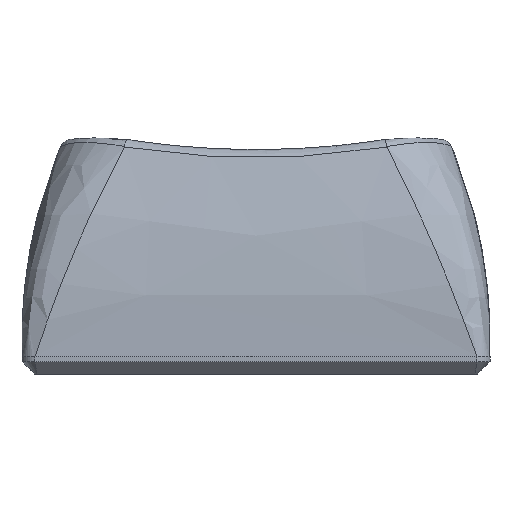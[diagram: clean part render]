
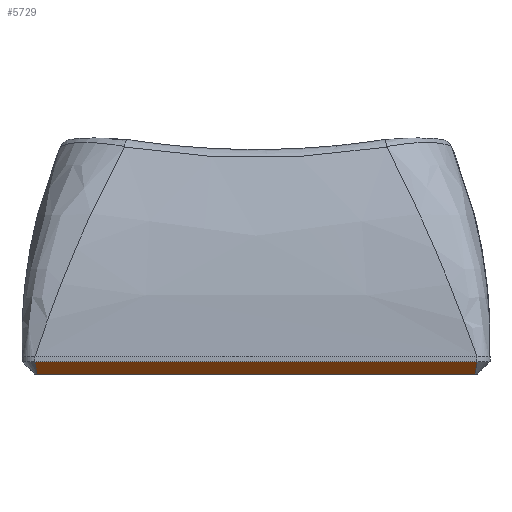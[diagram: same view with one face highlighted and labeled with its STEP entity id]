
A CAD part, front view. The second image highlights one B-rep face of the part: STEP entity #5729.
In plain terms, the highlighted planar face has unit normal (0, -0.707, -0.707).
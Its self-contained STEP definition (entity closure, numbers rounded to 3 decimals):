
#720 = PLANE('',#721);
#721 = AXIS2_PLACEMENT_3D('',#722,#723,#724);
#722 = CARTESIAN_POINT('',(-8.5,-9.,0.672));
#723 = DIRECTION('',(0.,-1.,0.));
#724 = DIRECTION('',(1.,0.,0.));
#1973 = VERTEX_POINT('',#1974);
#1974 = CARTESIAN_POINT('',(-8.5,-9.,0.48));
#2000 = EDGE_CURVE('',#1973,#2001,#2003,.T.);
#2001 = VERTEX_POINT('',#2002);
#2002 = CARTESIAN_POINT('',(8.5,-9.,0.48));
#2003 = SURFACE_CURVE('',#2004,(#2008,#2015),.PCURVE_S1.);
#2004 = LINE('',#2005,#2006);
#2005 = CARTESIAN_POINT('',(-8.5,-9.,0.48));
#2006 = VECTOR('',#2007,1.);
#2007 = DIRECTION('',(1.,0.,0.));
#2008 = PCURVE('',#720,#2009);
#2009 = DEFINITIONAL_REPRESENTATION('',(#2010),#2014);
#2010 = LINE('',#2011,#2012);
#2011 = CARTESIAN_POINT('',(0.,-0.192));
#2012 = VECTOR('',#2013,1.);
#2013 = DIRECTION('',(1.,0.));
#2014 = ( GEOMETRIC_REPRESENTATION_CONTEXT(2) 
PARAMETRIC_REPRESENTATION_CONTEXT() REPRESENTATION_CONTEXT('2D SPACE',''
  ) );
#2015 = PCURVE('',#2016,#2021);
#2016 = PLANE('',#2017);
#2017 = AXIS2_PLACEMENT_3D('',#2018,#2019,#2020);
#2018 = CARTESIAN_POINT('',(-8.5,-8.76,0.24));
#2019 = DIRECTION('',(0.,0.707,0.707)
  );
#2020 = DIRECTION('',(1.,0.,0.));
#2021 = DEFINITIONAL_REPRESENTATION('',(#2022),#2026);
#2022 = LINE('',#2023,#2024);
#2023 = CARTESIAN_POINT('',(0.,-0.339));
#2024 = VECTOR('',#2025,1.);
#2025 = DIRECTION('',(1.,0.));
#2026 = ( GEOMETRIC_REPRESENTATION_CONTEXT(2) 
PARAMETRIC_REPRESENTATION_CONTEXT() REPRESENTATION_CONTEXT('2D SPACE',''
  ) );
#3188 = CONICAL_SURFACE('',#3189,0.7,0.785);
#3189 = AXIS2_PLACEMENT_3D('',#3190,#3191,#3192);
#3190 = CARTESIAN_POINT('',(8.323,-8.323,0.48));
#3191 = DIRECTION('',(-0.,-0.,1.));
#3192 = DIRECTION('',(0.967,-0.253,0.));
#5729 = ADVANCED_FACE('',(#5730),#2016,.F.);
#5730 = FACE_BOUND('',#5731,.F.);
#5731 = EDGE_LOOP('',(#5732,#5767,#5768,#5798));
#5732 = ORIENTED_EDGE('',*,*,#5733,.F.);
#5733 = EDGE_CURVE('',#1973,#5734,#5736,.T.);
#5734 = VERTEX_POINT('',#5735);
#5735 = CARTESIAN_POINT('',(-8.42,-8.52,0.));
#5736 = SURFACE_CURVE('',#5737,(#5742,#5749),.PCURVE_S1.);
#5737 = PARABOLA('',#5738,0.008);
#5738 = AXIS2_PLACEMENT_3D('',#5739,#5740,#5741);
#5739 = CARTESIAN_POINT('',(-8.323,-8.311,
    -0.209));
#5740 = DIRECTION('',(0.,0.707,0.707)
  );
#5741 = DIRECTION('',(0.,-0.707,0.707)
  );
#5742 = PCURVE('',#2016,#5743);
#5743 = DEFINITIONAL_REPRESENTATION('',(#5744),#5748);
#5744 = B_SPLINE_CURVE_WITH_KNOTS('',2,(#5745,#5746,#5747),
  .UNSPECIFIED.,.F.,.F.,(3,3),(-0.177,-0.098),
  .PIECEWISE_BEZIER_KNOTS.);
#5745 = CARTESIAN_POINT('',(0.,-0.339));
#5746 = CARTESIAN_POINT('',(0.04,0.098));
#5747 = CARTESIAN_POINT('',(0.08,0.339));
#5748 = ( GEOMETRIC_REPRESENTATION_CONTEXT(2) 
PARAMETRIC_REPRESENTATION_CONTEXT() REPRESENTATION_CONTEXT('2D SPACE',''
  ) );
#5749 = PCURVE('',#5750,#5755);
#5750 = CONICAL_SURFACE('',#5751,0.7,0.785);
#5751 = AXIS2_PLACEMENT_3D('',#5752,#5753,#5754);
#5752 = CARTESIAN_POINT('',(-8.323,-8.323,0.48));
#5753 = DIRECTION('',(-0.,-0.,1.));
#5754 = DIRECTION('',(-0.253,-0.967,-0.));
#5755 = DEFINITIONAL_REPRESENTATION('',(#5756),#5766);
#5756 = B_SPLINE_CURVE_WITH_KNOTS('',8,(#5757,#5758,#5759,#5760,#5761,
    #5762,#5763,#5764,#5765),.UNSPECIFIED.,.F.,.F.,(9,9),(
    -0.177,-0.098),.PIECEWISE_BEZIER_KNOTS.);
#5757 = CARTESIAN_POINT('',(0.,0.));
#5758 = CARTESIAN_POINT('',(-0.014,-0.077));
#5759 = CARTESIAN_POINT('',(-0.03,-0.15));
#5760 = CARTESIAN_POINT('',(-0.048,-0.217));
#5761 = CARTESIAN_POINT('',(-0.069,-0.28));
#5762 = CARTESIAN_POINT('',(-0.094,-0.337));
#5763 = CARTESIAN_POINT('',(-0.123,-0.39));
#5764 = CARTESIAN_POINT('',(-0.158,-0.437));
#5765 = CARTESIAN_POINT('',(-0.203,-0.48));
#5766 = ( GEOMETRIC_REPRESENTATION_CONTEXT(2) 
PARAMETRIC_REPRESENTATION_CONTEXT() REPRESENTATION_CONTEXT('2D SPACE',''
  ) );
#5767 = ORIENTED_EDGE('',*,*,#2000,.T.);
#5768 = ORIENTED_EDGE('',*,*,#5769,.T.);
#5769 = EDGE_CURVE('',#2001,#5770,#5772,.T.);
#5770 = VERTEX_POINT('',#5771);
#5771 = CARTESIAN_POINT('',(8.42,-8.52,0.));
#5772 = SURFACE_CURVE('',#5773,(#5778,#5785),.PCURVE_S1.);
#5773 = PARABOLA('',#5774,0.008);
#5774 = AXIS2_PLACEMENT_3D('',#5775,#5776,#5777);
#5775 = CARTESIAN_POINT('',(8.323,-8.311,
    -0.209));
#5776 = DIRECTION('',(0.,-0.707,-0.707
    ));
#5777 = DIRECTION('',(0.,-0.707,0.707)
  );
#5778 = PCURVE('',#2016,#5779);
#5779 = DEFINITIONAL_REPRESENTATION('',(#5780),#5784);
#5780 = B_SPLINE_CURVE_WITH_KNOTS('',2,(#5781,#5782,#5783),
  .UNSPECIFIED.,.F.,.F.,(3,3),(-0.177,-0.098),
  .PIECEWISE_BEZIER_KNOTS.);
#5781 = CARTESIAN_POINT('',(17.,-0.339));
#5782 = CARTESIAN_POINT('',(16.96,0.098));
#5783 = CARTESIAN_POINT('',(16.92,0.339));
#5784 = ( GEOMETRIC_REPRESENTATION_CONTEXT(2) 
PARAMETRIC_REPRESENTATION_CONTEXT() REPRESENTATION_CONTEXT('2D SPACE',''
  ) );
#5785 = PCURVE('',#3188,#5786);
#5786 = DEFINITIONAL_REPRESENTATION('',(#5787),#5797);
#5787 = B_SPLINE_CURVE_WITH_KNOTS('',8,(#5788,#5789,#5790,#5791,#5792,
    #5793,#5794,#5795,#5796),.UNSPECIFIED.,.F.,.F.,(9,9),(
    -0.177,-0.098),.PIECEWISE_BEZIER_KNOTS.);
#5788 = CARTESIAN_POINT('',(-1.059,0.));
#5789 = CARTESIAN_POINT('',(-1.045,-0.077));
#5790 = CARTESIAN_POINT('',(-1.029,-0.15));
#5791 = CARTESIAN_POINT('',(-1.01,-0.217));
#5792 = CARTESIAN_POINT('',(-0.99,-0.28));
#5793 = CARTESIAN_POINT('',(-0.965,-0.337));
#5794 = CARTESIAN_POINT('',(-0.936,-0.39));
#5795 = CARTESIAN_POINT('',(-0.901,-0.437));
#5796 = CARTESIAN_POINT('',(-0.856,-0.48));
#5797 = ( GEOMETRIC_REPRESENTATION_CONTEXT(2) 
PARAMETRIC_REPRESENTATION_CONTEXT() REPRESENTATION_CONTEXT('2D SPACE',''
  ) );
#5798 = ORIENTED_EDGE('',*,*,#5799,.F.);
#5799 = EDGE_CURVE('',#5734,#5770,#5800,.T.);
#5800 = SURFACE_CURVE('',#5801,(#5805,#5812),.PCURVE_S1.);
#5801 = LINE('',#5802,#5803);
#5802 = CARTESIAN_POINT('',(-8.5,-8.52,0.));
#5803 = VECTOR('',#5804,1.);
#5804 = DIRECTION('',(1.,0.,0.));
#5805 = PCURVE('',#2016,#5806);
#5806 = DEFINITIONAL_REPRESENTATION('',(#5807),#5811);
#5807 = LINE('',#5808,#5809);
#5808 = CARTESIAN_POINT('',(0.,0.339));
#5809 = VECTOR('',#5810,1.);
#5810 = DIRECTION('',(1.,0.));
#5811 = ( GEOMETRIC_REPRESENTATION_CONTEXT(2) 
PARAMETRIC_REPRESENTATION_CONTEXT() REPRESENTATION_CONTEXT('2D SPACE',''
  ) );
#5812 = PCURVE('',#5813,#5818);
#5813 = PLANE('',#5814);
#5814 = AXIS2_PLACEMENT_3D('',#5815,#5816,#5817);
#5815 = CARTESIAN_POINT('',(8.5,9.,0.));
#5816 = DIRECTION('',(0.,0.,-1.));
#5817 = DIRECTION('',(-1.,0.,0.));
#5818 = DEFINITIONAL_REPRESENTATION('',(#5819),#5823);
#5819 = LINE('',#5820,#5821);
#5820 = CARTESIAN_POINT('',(17.,-17.52));
#5821 = VECTOR('',#5822,1.);
#5822 = DIRECTION('',(-1.,0.));
#5823 = ( GEOMETRIC_REPRESENTATION_CONTEXT(2) 
PARAMETRIC_REPRESENTATION_CONTEXT() REPRESENTATION_CONTEXT('2D SPACE',''
  ) );
